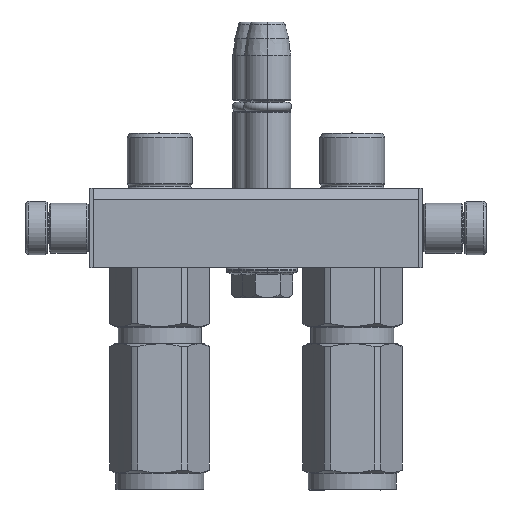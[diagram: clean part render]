
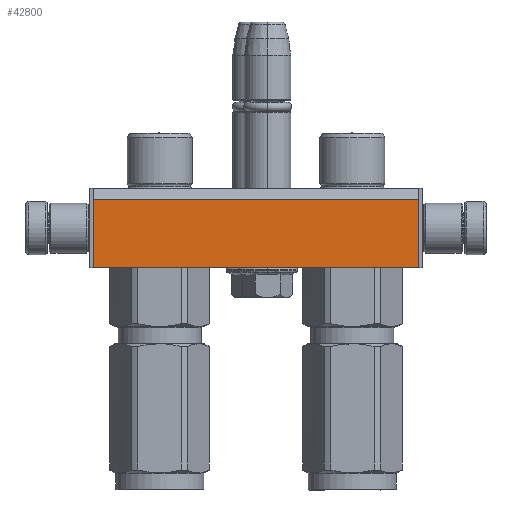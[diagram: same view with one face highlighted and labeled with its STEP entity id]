
A CAD part, left-side view. The second image highlights one B-rep face of the part: STEP entity #42800.
In plain terms, the highlighted face is planar.
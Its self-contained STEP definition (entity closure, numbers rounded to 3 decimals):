
#3585 = VERTEX_POINT ( 'NONE', #9583 ) ;
#4039 = CARTESIAN_POINT ( 'NONE',  ( -21., 0., 24. ) ) ;
#4937 = CARTESIAN_POINT ( 'NONE',  ( -20., 3.464, 24. ) ) ;
#5098 = VERTEX_POINT ( 'NONE', #36368 ) ;
#5424 = VECTOR ( 'NONE', #57355, 1000. ) ;
#8540 = PLANE ( 'NONE',  #34000 ) ;
#9583 = CARTESIAN_POINT ( 'NONE',  ( 78., 3.464, 24. ) ) ;
#11616 = ORIENTED_EDGE ( 'NONE', *, *, #56867, .F. ) ;
#13088 = DIRECTION ( 'NONE',  ( 1., 0., 0. ) ) ;
#15837 = VECTOR ( 'NONE', #28143, 1000. ) ;
#16106 = CARTESIAN_POINT ( 'NONE',  ( -20., 3.464, 24. ) ) ;
#18193 = DIRECTION ( 'NONE',  ( 0., 1., 0. ) ) ;
#19075 = ORIENTED_EDGE ( 'NONE', *, *, #58204, .T. ) ;
#19858 = ORIENTED_EDGE ( 'NONE', *, *, #22781, .T. ) ;
#20665 = ORIENTED_EDGE ( 'NONE', *, *, #26682, .F. ) ;
#20825 = EDGE_LOOP ( 'NONE', ( #11616, #20665, #19075, #19858 ) ) ;
#22781 = EDGE_CURVE ( 'NONE', #3585, #5098, #38387, .T. ) ;
#23980 = LINE ( 'NONE', #4937, #34540 ) ;
#25944 = VERTEX_POINT ( 'NONE', #16106 ) ;
#26682 = EDGE_CURVE ( 'NONE', #25944, #31562, #57838, .T. ) ;
#27058 = DIRECTION ( 'NONE',  ( 1., 0., 0. ) ) ;
#28143 = DIRECTION ( 'NONE',  ( 0., 1., 0. ) ) ;
#31562 = VERTEX_POINT ( 'NONE', #48342 ) ;
#33374 = FACE_OUTER_BOUND ( 'NONE', #20825, .T. ) ;
#33840 = VECTOR ( 'NONE', #18193, 1000. ) ;
#34000 = AXIS2_PLACEMENT_3D ( 'NONE', #4039, #35581, #13088 ) ;
#34540 = VECTOR ( 'NONE', #27058, 1000. ) ;
#35581 = DIRECTION ( 'NONE',  ( 0., 0., 1. ) ) ;
#36368 = CARTESIAN_POINT ( 'NONE',  ( 78., 24., 24. ) ) ;
#38387 = LINE ( 'NONE', #42104, #15837 ) ;
#42104 = CARTESIAN_POINT ( 'NONE',  ( 78., 3.464, 24. ) ) ;
#42800 = ADVANCED_FACE ( 'NONE', ( #33374 ), #8540, .T. ) ;
#48342 = CARTESIAN_POINT ( 'NONE',  ( -20., 24., 24. ) ) ;
#49567 = CARTESIAN_POINT ( 'NONE',  ( -20., 3.464, 24. ) ) ;
#54847 = LINE ( 'NONE', #57168, #5424 ) ;
#56867 = EDGE_CURVE ( 'NONE', #31562, #5098, #54847, .T. ) ;
#57168 = CARTESIAN_POINT ( 'NONE',  ( -20., 24., 24. ) ) ;
#57355 = DIRECTION ( 'NONE',  ( 1., 0., 0. ) ) ;
#57838 = LINE ( 'NONE', #49567, #33840 ) ;
#58204 = EDGE_CURVE ( 'NONE', #25944, #3585, #23980, .T. ) ;
